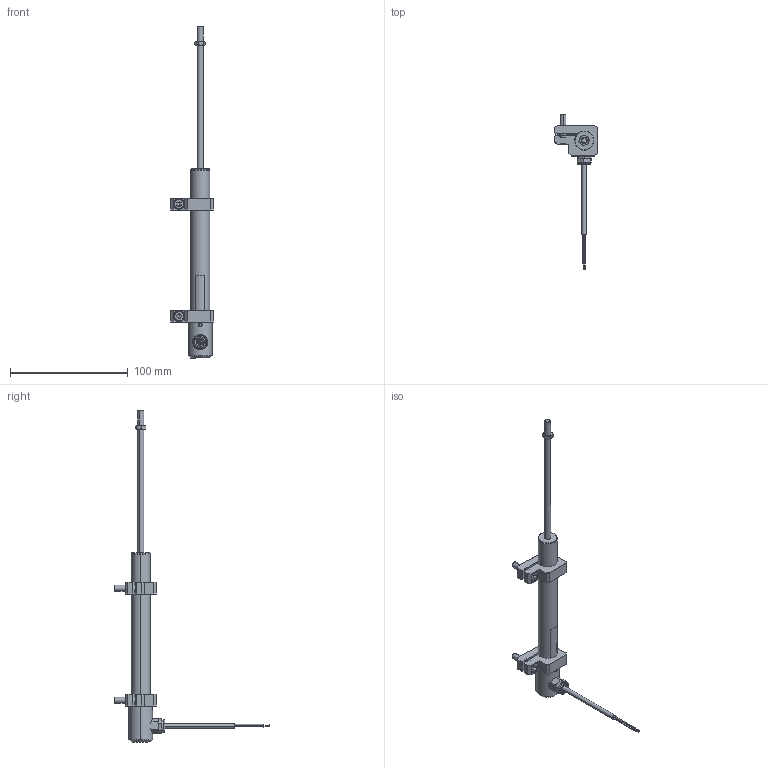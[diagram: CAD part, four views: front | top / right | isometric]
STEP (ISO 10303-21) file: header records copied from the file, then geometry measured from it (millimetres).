
FILE_DESCRIPTION (( 'STEP AP214' ), '1' );
FILE_NAME ('TX2_0100_Kabel_aus_Montageblock.STEP', '2011-01-27T12:30:35', ( 'novotechnik' ), ( 'novotechnik' ), 'SwSTEP 2.0', 'SolidWorks 2010', '' );
FILE_SCHEMA (( 'AUTOMOTIVE_DESIGN' ));
Length unit declared in the file: millimetre
Products named in the file (1): TX2_0100_Kabel_aus_Montageblock
Bounding box: 36 x 132.1 x 282.1 mm (x, y, z)
Surface area: 20364.4 mm2 (no closed solid volume)
Topology: 0 solids, 22 shells, 297 faces, 834 edges, 526 vertices
Faces by surface type: plane 116, cylinder 101, cone 55, torus 25
Entity records: 12811 total; most frequent: CARTESIAN_POINT 2187, DIRECTION 1574, ORIENTED_EDGE 1376, EDGE_CURVE 830, AXIS2_PLACEMENT_3D 565, VERTEX_POINT 526, LINE 444, VECTOR 444
